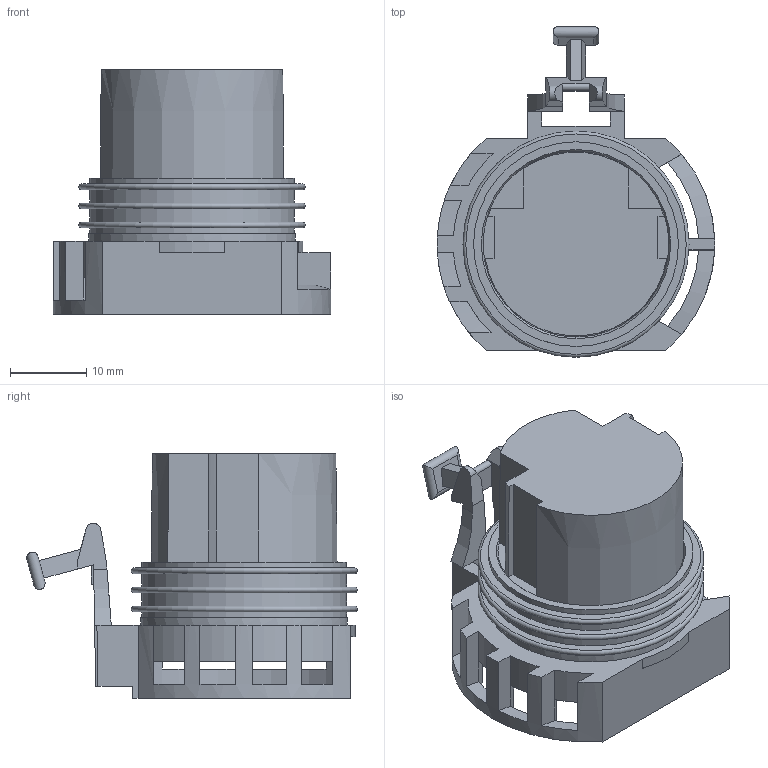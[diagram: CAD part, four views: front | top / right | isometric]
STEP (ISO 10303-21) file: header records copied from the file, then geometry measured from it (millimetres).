
FILE_DESCRIPTION(/* description */ (''),/* implementation_level */ '2;1');
FILE_NAME(/* name */ '12110751-ENV11_03-CONN.stp',/* time_stamp */ '2023-06-12T16:25:18+08:00',/* author */ (''),/* organization */ (''),/* preprocessor_version */ 'ST-DEVELOPER v16',/* originating_system */ 'SIEMENS PLM Software NX 11.0',/* authorisation */ '');
FILE_SCHEMA (('AUTOMOTIVE_DESIGN { 1 0 10303 214 3 1 1 1 }'));
Length unit declared in the file: millimetre
Products named in the file (1): 12110751-ENV11_03-CONN
Bounding box: 36.4 x 43.33 x 32.1 mm (x, y, z)
Volume: 15854.7 mm3; surface area: 7938.2 mm2
Topology: 2 solids, 2 shells, 164 faces, 466 edges, 301 vertices
Faces by surface type: plane 117, cylinder 33, cone 11, torus 3
Full cylindrical faces by diameter (mm): 24.353 x1, 26.853 x4, 27.1 x1
Entity records: 5272 total; most frequent: CARTESIAN_POINT 984, ORIENTED_EDGE 900, DIRECTION 861, EDGE_CURVE 450, LINE 321, VECTOR 321, VERTEX_POINT 297, AXIS2_PLACEMENT_3D 270
